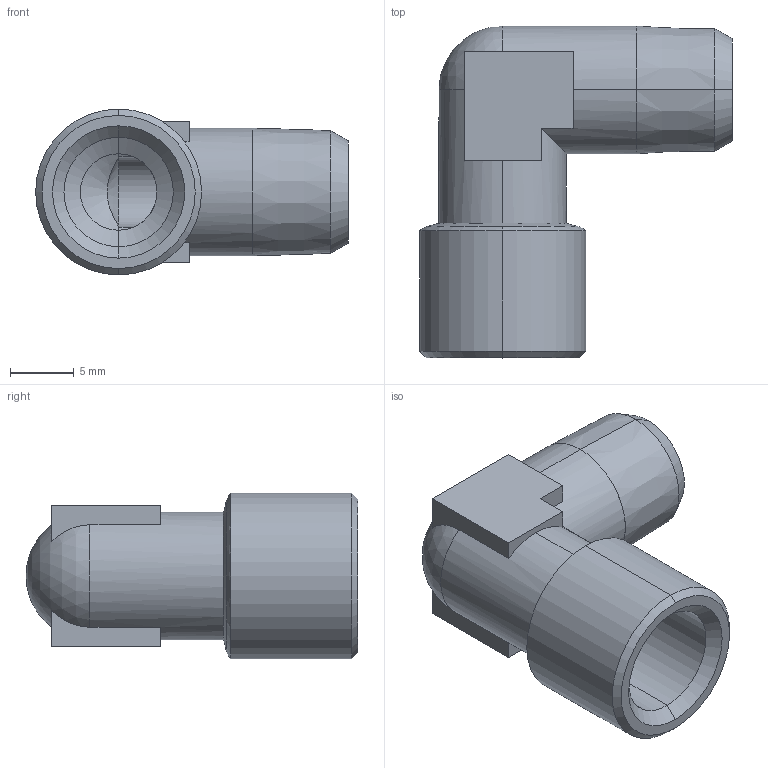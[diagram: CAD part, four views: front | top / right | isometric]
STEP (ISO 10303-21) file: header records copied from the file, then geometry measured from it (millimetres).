
FILE_DESCRIPTION (( 'STEP AP214' ), '1' );
FILE_NAME ('DRF.MF01L.STEP', '2018-09-03T09:51:36', ( '' ), ( '' ), 'SwSTEP 2.0', 'SolidWorks 2018', '' );
FILE_SCHEMA (( 'AUTOMOTIVE_DESIGN' ));
Length unit declared in the file: millimetre
Products named in the file (1): DRF.MF01L
Bounding box: 24.5 x 26.01 x 13 mm (x, y, z)
Volume: 2376.1 mm3; surface area: 2271.4 mm2
Topology: 1 solids, 1 shells, 51 faces, 119 edges, 69 vertices
Faces by surface type: cone 20, plane 16, cylinder 12, bspline 2, sphere 1
Entity records: 1531 total; most frequent: CARTESIAN_POINT 340, DIRECTION 256, ORIENTED_EDGE 234, EDGE_CURVE 117, AXIS2_PLACEMENT_3D 98, VERTEX_POINT 68, VECTOR 60, LINE 60
